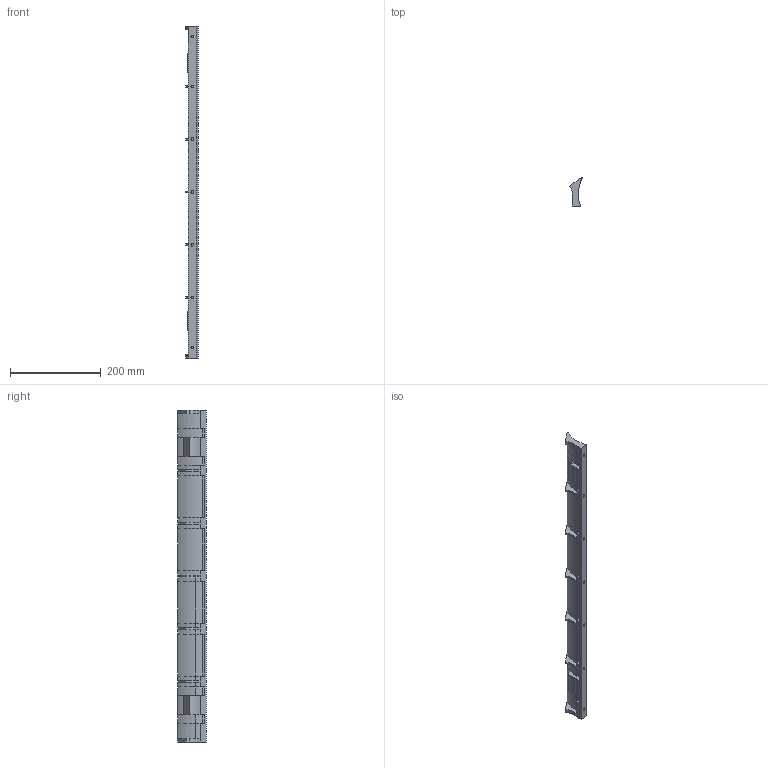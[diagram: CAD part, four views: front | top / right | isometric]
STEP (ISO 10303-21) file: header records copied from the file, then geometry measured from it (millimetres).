
FILE_DESCRIPTION (( 'STEP AP203' ), '1' );
FILE_NAME ('TMA JEANNE STEPAP203.STEP', '2023-01-25T21:11:29', ( '' ), ( '' ), 'SwSTEP 2.0', 'SolidWorks 2022', '' );
FILE_SCHEMA (( 'CONFIG_CONTROL_DESIGN' ));
Length unit declared in the file: millimetre
Products named in the file (1): TMA JEANNE STEPAP203
Bounding box: 27.68 x 63 x 730 mm (x, y, z)
Volume: 278832.3 mm3; surface area: 129583.6 mm2
Topology: 1 solids, 1 shells, 175 faces, 438 edges, 272 vertices
Faces by surface type: plane 118, cylinder 57
Entity records: 5267 total; most frequent: DIRECTION 948, CARTESIAN_POINT 886, ORIENTED_EDGE 876, EDGE_CURVE 438, AXIS2_PLACEMENT_3D 334, VECTOR 280, LINE 280, VERTEX_POINT 272
